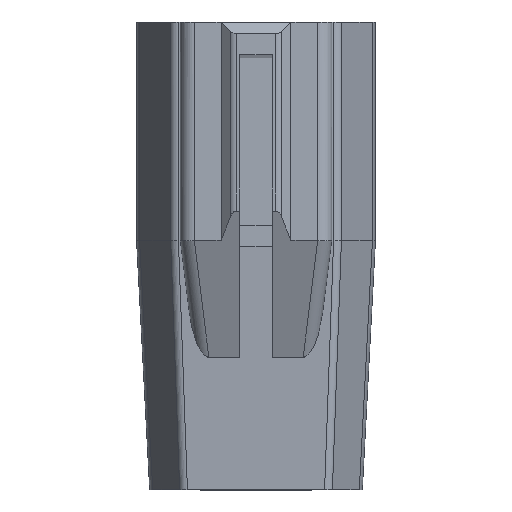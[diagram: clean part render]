
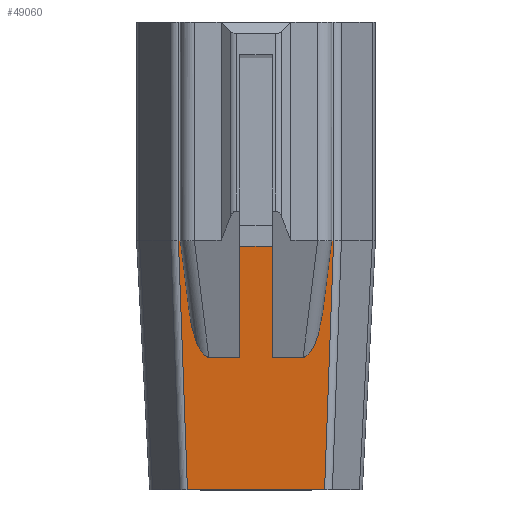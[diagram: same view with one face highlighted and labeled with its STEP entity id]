
A CAD part, top view. The second image highlights one B-rep face of the part: STEP entity #49060.
In plain terms, the highlighted planar face has unit normal (0, -0.058, 0.998).
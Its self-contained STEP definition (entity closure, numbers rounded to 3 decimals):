
#5740=CARTESIAN_POINT('',(-120.591,-40.131,
57.209));
#5750=DIRECTION('',(0.124,-0.991,
-0.058));
#5760=VECTOR('',#5750,1.);
#5770=LINE('',#5740,#5760);
#5780=CARTESIAN_POINT('',(-120.508,-40.799,
57.17));
#5790=VERTEX_POINT('',#5780);
#5800=CARTESIAN_POINT('',(-120.198,-43.278,
57.025));
#5810=VERTEX_POINT('',#5800);
#5820=EDGE_CURVE('',#5790,#5810,#5770,.T.);
#6600=CARTESIAN_POINT('',(-116.258,-40.799,
57.17));
#6610=DIRECTION('',(-1.,0.,0.));
#6620=VECTOR('',#6610,1.);
#6630=LINE('',#6600,#6620);
#6640=CARTESIAN_POINT('',(-120.572,-40.799,
57.17));
#6650=VERTEX_POINT('',#6640);
#6660=EDGE_CURVE('',#5790,#6650,#6630,.T.);
#13520=CARTESIAN_POINT('',(-120.262,-49.349,
56.67));
#13530=VERTEX_POINT('',#13520);
#13710=CARTESIAN_POINT('',(-120.572,-40.799,
57.17));
#13720=VERTEX_POINT('',#13710);
#13750=CARTESIAN_POINT('',(-120.596,-40.148,
57.208));
#13760=DIRECTION('',(-0.036,0.998,
0.058));
#13770=VECTOR('',#13760,1.);
#13780=LINE('',#13750,#13770);
#13790=EDGE_CURVE('',#13530,#13720,#13780,.T.);
#14420=CARTESIAN_POINT('',(-115.308,-40.799,
57.17));
#14430=VERTEX_POINT('',#14420);
#14480=CARTESIAN_POINT('',(-115.224,-40.131,
57.209));
#14490=DIRECTION('',(-0.124,-0.991,
-0.058));
#14500=VECTOR('',#14490,1.);
#14510=LINE('',#14480,#14500);
#14520=CARTESIAN_POINT('',(-115.618,-43.278,
57.025));
#14530=VERTEX_POINT('',#14520);
#14540=EDGE_CURVE('',#14430,#14530,#14510,.T.);
#22990=CARTESIAN_POINT('',(-116.258,-40.799,
57.17));
#23000=DIRECTION('',(1.,0.,0.));
#23010=VECTOR('',#23000,1.);
#23020=LINE('',#22990,#23010);
#23030=CARTESIAN_POINT('',(-115.244,-40.799,
57.17));
#23040=VERTEX_POINT('',#23030);
#23050=EDGE_CURVE('',#14430,#23040,#23020,.T.);
#24320=CARTESIAN_POINT('',(-118.458,-40.999,
57.158));
#24330=VERTEX_POINT('',#24320);
#24360=CARTESIAN_POINT('',(-118.458,-40.131,
57.209));
#24370=DIRECTION('',(0.,-0.998,
-0.058));
#24380=VECTOR('',#24370,1.);
#24390=LINE('',#24360,#24380);
#24400=CARTESIAN_POINT('',(-118.458,-44.799,
56.936));
#24410=VERTEX_POINT('',#24400);
#24420=EDGE_CURVE('',#24330,#24410,#24390,.T.);
#25030=CARTESIAN_POINT('',(-115.244,-40.799,
57.17));
#25040=VERTEX_POINT('',#25030);
#25220=CARTESIAN_POINT('',(-115.554,-49.349,
56.67));
#25230=VERTEX_POINT('',#25220);
#25260=CARTESIAN_POINT('',(-115.22,-40.148,
57.208));
#25270=DIRECTION('',(0.036,0.998,
0.058));
#25280=VECTOR('',#25270,1.);
#25290=LINE('',#25260,#25280);
#25300=EDGE_CURVE('',#25230,#25040,#25290,.T.);
#26430=CARTESIAN_POINT('',(-120.572,-45.929,
56.87));
#26440=DIRECTION('',(0.,0.058,
-0.998));
#26450=DIRECTION('',(0.,0.998,
0.058));
#26460=AXIS2_PLACEMENT_3D('',#26430,#26440,#26450);
#26470=ELLIPSE('',#26460,5.139,0.3);
#26480=EDGE_CURVE('',#13720,#6650,#26470,.T.);
#30510=CARTESIAN_POINT('',(-116.258,-44.799,
56.936));
#30520=DIRECTION('',(-1.,0.,0.));
#30530=VECTOR('',#30520,1.);
#30540=LINE('',#30510,#30530);
#30550=CARTESIAN_POINT('',(-116.289,-44.799,
56.936));
#30560=VERTEX_POINT('',#30550);
#30570=CARTESIAN_POINT('',(-117.358,-44.799,
56.936));
#30580=VERTEX_POINT('',#30570);
#30590=EDGE_CURVE('',#30560,#30580,#30540,.T.);
#36100=CARTESIAN_POINT('',(-117.358,-40.131,
57.209));
#36110=DIRECTION('',(0.,-0.998,
-0.058));
#36120=VECTOR('',#36110,1.);
#36130=LINE('',#36100,#36120);
#36140=CARTESIAN_POINT('',(-117.358,-40.999,
57.158));
#36150=VERTEX_POINT('',#36140);
#36160=EDGE_CURVE('',#36150,#30580,#36130,.T.);
#36750=CARTESIAN_POINT('',(-119.527,-44.799,
56.936));
#36760=VERTEX_POINT('',#36750);
#36770=EDGE_CURVE('',#24410,#36760,#30540,.T.);
#41320=CARTESIAN_POINT('',(-116.258,-40.999,
57.158));
#41330=DIRECTION('',(1.,0.,0.));
#41340=VECTOR('',#41330,1.);
#41350=LINE('',#41320,#41340);
#41360=EDGE_CURVE('',#24330,#36150,#41350,.T.);
#44560=CARTESIAN_POINT('',(-116.258,-49.349,
56.67));
#44570=DIRECTION('',(1.,0.,0.));
#44580=VECTOR('',#44570,1.);
#44590=LINE('',#44560,#44580);
#44600=EDGE_CURVE('',#13530,#25230,#44590,.T.);
#48300=CARTESIAN_POINT('',(-115.244,-45.929,
56.87));
#48310=DIRECTION('',(0.,0.058,
-0.998));
#48320=DIRECTION('',(0.,0.998,
0.058));
#48330=AXIS2_PLACEMENT_3D('',#48300,#48310,#48320);
#48340=ELLIPSE('',#48330,5.139,0.3);
#48350=EDGE_CURVE('',#23040,#25040,#48340,.T.);
#48660=CARTESIAN_POINT('',(-116.113,-43.205,
57.029));
#48670=DIRECTION('',(0.,0.058,
-0.998));
#48680=DIRECTION('',(0.121,0.991,
0.058));
#48690=AXIS2_PLACEMENT_3D('',#48660,#48670,#48680);
#48700=ELLIPSE('',#48690,1.607,0.5);
#48710=EDGE_CURVE('',#14530,#30560,#48700,.T.);
#48770=CARTESIAN_POINT('',(-117.908,-45.074,
56.92));
#48780=DIRECTION('',(0.,0.058,
-0.998));
#48790=DIRECTION('',(0.,0.998,
0.058));
#48800=AXIS2_PLACEMENT_3D('',#48770,#48780,#48790);
#48810=PLANE('',#48800);
#48820=ORIENTED_EDGE('',*,*,#44600,.T.);
#48830=ORIENTED_EDGE('',*,*,#13790,.F.);
#48840=ORIENTED_EDGE('',*,*,#26480,.F.);
#48850=ORIENTED_EDGE('',*,*,#6660,.T.);
#48860=ORIENTED_EDGE('',*,*,#5820,.F.);
#48870=CARTESIAN_POINT('',(-119.703,-43.205,
57.029));
#48880=DIRECTION('',(0.,0.058,
-0.998));
#48890=DIRECTION('',(-0.121,0.991,
0.058));
#48900=AXIS2_PLACEMENT_3D('',#48870,#48880,#48890);
#48910=ELLIPSE('',#48900,1.607,0.5);
#48920=EDGE_CURVE('',#36760,#5810,#48910,.T.);
#48930=ORIENTED_EDGE('',*,*,#48920,.T.);
#48940=ORIENTED_EDGE('',*,*,#36770,.T.);
#48950=ORIENTED_EDGE('',*,*,#24420,.T.);
#48960=ORIENTED_EDGE('',*,*,#41360,.F.);
#48970=ORIENTED_EDGE('',*,*,#36160,.F.);
#48980=ORIENTED_EDGE('',*,*,#30590,.T.);
#48990=ORIENTED_EDGE('',*,*,#48710,.T.);
#49000=ORIENTED_EDGE('',*,*,#14540,.T.);
#49010=ORIENTED_EDGE('',*,*,#23050,.F.);
#49020=ORIENTED_EDGE('',*,*,#48350,.F.);
#49030=ORIENTED_EDGE('',*,*,#25300,.T.);
#49040=EDGE_LOOP('',(#49030,#49020,#49010,#49000,#48990,#48980,#48970,
#48960,#48950,#48940,#48930,#48860,#48850,#48840,#48830,#48820));
#49050=FACE_OUTER_BOUND('',#49040,.T.);
#49060=ADVANCED_FACE('',(#49050),#48810,.F.);
